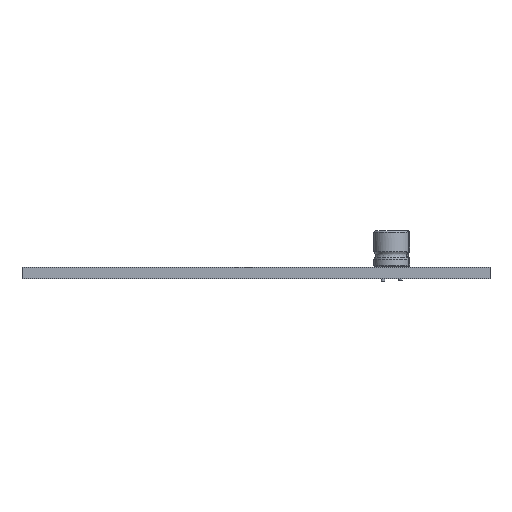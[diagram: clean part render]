
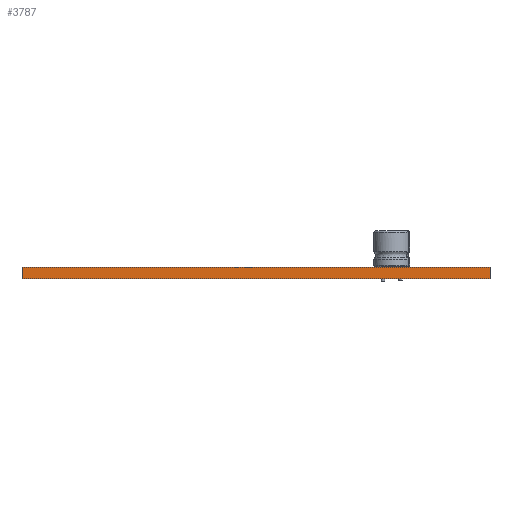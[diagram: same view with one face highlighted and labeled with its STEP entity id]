
A CAD part, left-side view. The second image highlights one B-rep face of the part: STEP entity #3787.
In plain terms, the highlighted planar face has unit normal (-1, 0, 0).
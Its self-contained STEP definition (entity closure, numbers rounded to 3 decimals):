
#2230 = VERTEX_POINT('',#2231);
#2231 = CARTESIAN_POINT('',(102.5,-63.5,0.));
#2237 = EDGE_CURVE('',#2238,#2230,#2240,.T.);
#2238 = VERTEX_POINT('',#2239);
#2239 = CARTESIAN_POINT('',(102.5,-129.,0.));
#2240 = LINE('',#2241,#2242);
#2241 = CARTESIAN_POINT('',(102.5,-129.,0.));
#2242 = VECTOR('',#2243,1.);
#2243 = DIRECTION('',(0.,1.,0.));
#2995 = VERTEX_POINT('',#2996);
#2996 = CARTESIAN_POINT('',(102.5,-63.5,1.6));
#3002 = EDGE_CURVE('',#3003,#2995,#3005,.T.);
#3003 = VERTEX_POINT('',#3004);
#3004 = CARTESIAN_POINT('',(102.5,-129.,1.6));
#3005 = LINE('',#3006,#3007);
#3006 = CARTESIAN_POINT('',(102.5,-129.,1.6));
#3007 = VECTOR('',#3008,1.);
#3008 = DIRECTION('',(0.,1.,0.));
#3757 = EDGE_CURVE('',#2230,#2995,#3758,.T.);
#3758 = LINE('',#3759,#3760);
#3759 = CARTESIAN_POINT('',(102.5,-63.5,0.));
#3760 = VECTOR('',#3761,1.);
#3761 = DIRECTION('',(0.,0.,1.));
#3787 = ADVANCED_FACE('',(#3788),#3799,.T.);
#3788 = FACE_BOUND('',#3789,.T.);
#3789 = EDGE_LOOP('',(#3790,#3796,#3797,#3798));
#3790 = ORIENTED_EDGE('',*,*,#3791,.T.);
#3791 = EDGE_CURVE('',#2238,#3003,#3792,.T.);
#3792 = LINE('',#3793,#3794);
#3793 = CARTESIAN_POINT('',(102.5,-129.,0.));
#3794 = VECTOR('',#3795,1.);
#3795 = DIRECTION('',(0.,0.,1.));
#3796 = ORIENTED_EDGE('',*,*,#3002,.T.);
#3797 = ORIENTED_EDGE('',*,*,#3757,.F.);
#3798 = ORIENTED_EDGE('',*,*,#2237,.F.);
#3799 = PLANE('',#3800);
#3800 = AXIS2_PLACEMENT_3D('',#3801,#3802,#3803);
#3801 = CARTESIAN_POINT('',(102.5,-129.,0.));
#3802 = DIRECTION('',(-1.,0.,0.));
#3803 = DIRECTION('',(0.,1.,0.));
